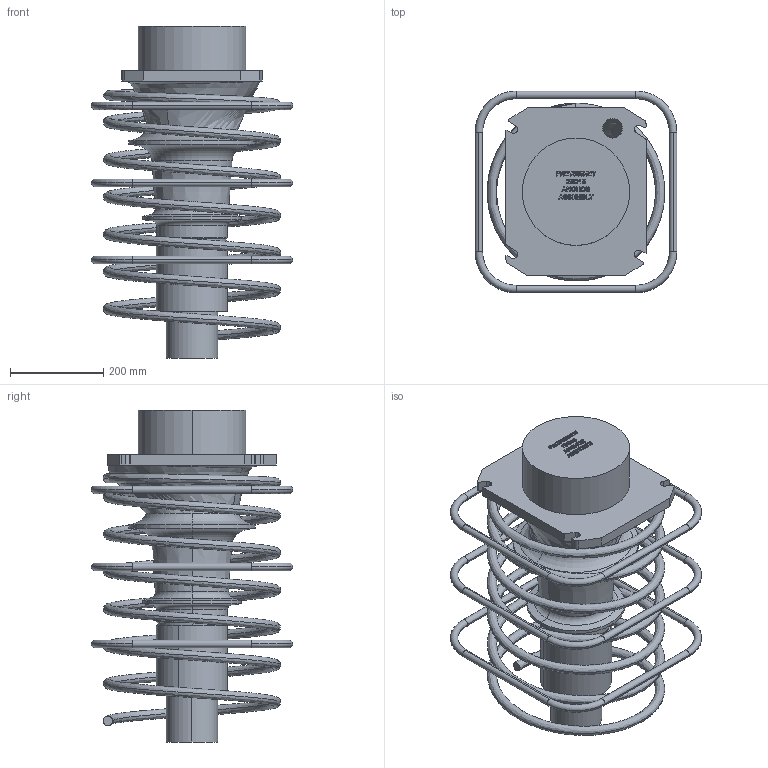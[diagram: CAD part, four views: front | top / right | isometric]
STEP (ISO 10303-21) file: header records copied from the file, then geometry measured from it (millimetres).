
FILE_DESCRIPTION (( 'STEP AP203' ), '1' );
FILE_NAME ('25c15 ANCHOR ASSEMBLY FOR CLIENTS.STEP', '2018-02-23T04:23:23', ( '' ), ( '' ), 'SwSTEP 2.0', 'SolidWorks 2016', '' );
FILE_SCHEMA (( 'CONFIG_CONTROL_DESIGN' ));
Length unit declared in the file: millimetre
Products named in the file (1): 25c15 ANCHOR ASSEMBLY FOR CLIENTS
Bounding box: 432 x 432 x 711 mm (x, y, z)
Volume: 24098741.5 mm3; surface area: 1407336.4 mm2
Topology: 5 solids, 6 shells, 796 faces, 2154 edges, 1413 vertices
Faces by surface type: bspline 462, plane 206, cylinder 51, torus 42, cone 35
Entity records: 70864 total; most frequent: CARTESIAN_POINT 54114, ORIENTED_EDGE 4308, EDGE_CURVE 2154, DIRECTION 1946, VERTEX_POINT 1413, B_SPLINE_CURVE_WITH_KNOTS 1087, LINE 858, VECTOR 858
